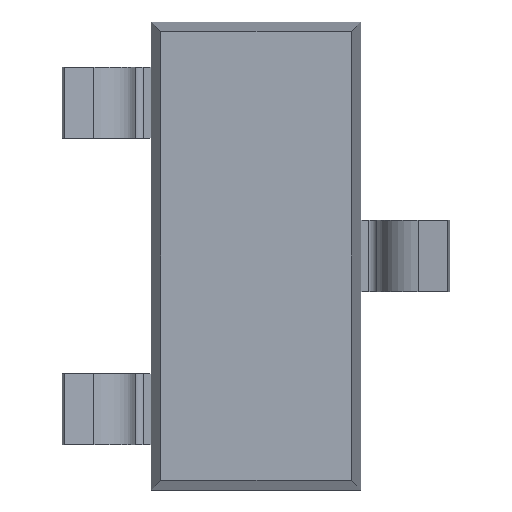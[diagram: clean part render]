
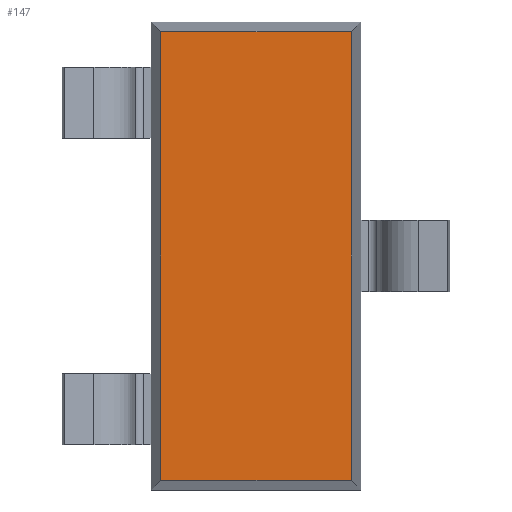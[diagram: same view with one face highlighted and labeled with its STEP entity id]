
A CAD part, front view. The second image highlights one B-rep face of the part: STEP entity #147.
In plain terms, the highlighted planar face has unit normal (0, -1, 0).
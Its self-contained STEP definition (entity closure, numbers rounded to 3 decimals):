
#133 = AXIS2_PLACEMENT_3D ( 'NONE', #1443, #1098, #933 ) ;
#138 = DIRECTION ( 'NONE',  ( 0., 0., -1. ) ) ;
#147 = ADVANCED_FACE ( 'NONE', ( #450 ), #1515, .T. ) ;
#232 = DIRECTION ( 'NONE',  ( -1., 0., 0. ) ) ;
#417 = CARTESIAN_POINT ( 'NONE',  ( 0.589, 0.1, -1.389 ) ) ;
#430 = CARTESIAN_POINT ( 'NONE',  ( -0.589, 0.1, -1.389 ) ) ;
#446 = CARTESIAN_POINT ( 'NONE',  ( 0.589, 0.1, -1.45 ) ) ;
#450 = FACE_OUTER_BOUND ( 'NONE', #1370, .T. ) ;
#501 = VERTEX_POINT ( 'NONE', #417 ) ;
#531 = VECTOR ( 'NONE', #1658, 1000. ) ;
#618 = EDGE_CURVE ( 'NONE', #706, #501, #1635, .T. ) ;
#640 = VECTOR ( 'NONE', #1277, 1000. ) ;
#641 = ORIENTED_EDGE ( 'NONE', *, *, #1338, .T. ) ;
#661 = ORIENTED_EDGE ( 'NONE', *, *, #1686, .T. ) ;
#704 = VERTEX_POINT ( 'NONE', #941 ) ;
#706 = VERTEX_POINT ( 'NONE', #430 ) ;
#764 = CARTESIAN_POINT ( 'NONE',  ( -0.589, 0.1, 1.45 ) ) ;
#869 = CARTESIAN_POINT ( 'NONE',  ( -0.65, 0.1, -1.389 ) ) ;
#890 = VECTOR ( 'NONE', #232, 1000. ) ;
#933 = DIRECTION ( 'NONE',  ( 0., 0., -1. ) ) ;
#941 = CARTESIAN_POINT ( 'NONE',  ( 0.589, 0.1, 1.389 ) ) ;
#984 = EDGE_CURVE ( 'NONE', #704, #1362, #1449, .T. ) ;
#1098 = DIRECTION ( 'NONE',  ( 0., -1., 0. ) ) ;
#1166 = ORIENTED_EDGE ( 'NONE', *, *, #618, .T. ) ;
#1208 = LINE ( 'NONE', #446, #640 ) ;
#1263 = ORIENTED_EDGE ( 'NONE', *, *, #984, .T. ) ;
#1277 = DIRECTION ( 'NONE',  ( 0., 0., 1. ) ) ;
#1338 = EDGE_CURVE ( 'NONE', #1362, #706, #1543, .T. ) ;
#1362 = VERTEX_POINT ( 'NONE', #1421 ) ;
#1370 = EDGE_LOOP ( 'NONE', ( #1166, #661, #1263, #641 ) ) ;
#1421 = CARTESIAN_POINT ( 'NONE',  ( -0.589, 0.1, 1.389 ) ) ;
#1443 = CARTESIAN_POINT ( 'NONE',  ( 0., 0.1, 0. ) ) ;
#1449 = LINE ( 'NONE', #1669, #890 ) ;
#1472 = VECTOR ( 'NONE', #138, 1000. ) ;
#1515 = PLANE ( 'NONE',  #133 ) ;
#1543 = LINE ( 'NONE', #764, #1472 ) ;
#1635 = LINE ( 'NONE', #869, #531 ) ;
#1658 = DIRECTION ( 'NONE',  ( 1., 0., 0. ) ) ;
#1669 = CARTESIAN_POINT ( 'NONE',  ( 0.65, 0.1, 1.389 ) ) ;
#1686 = EDGE_CURVE ( 'NONE', #501, #704, #1208, .T. ) ;
